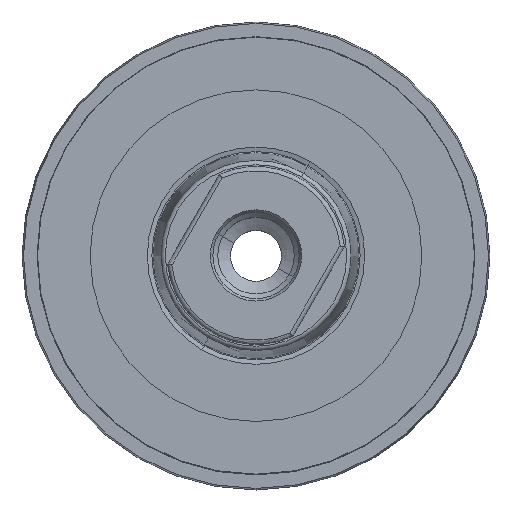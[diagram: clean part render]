
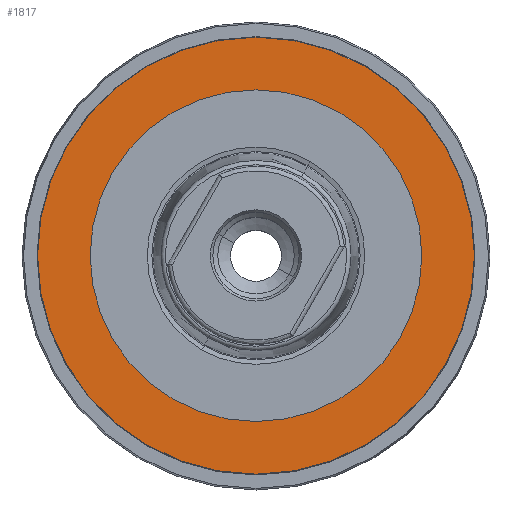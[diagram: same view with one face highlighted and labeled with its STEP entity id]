
A CAD part, top view. The second image highlights one B-rep face of the part: STEP entity #1817.
In plain terms, the highlighted planar face has unit normal (0, 0, 1).
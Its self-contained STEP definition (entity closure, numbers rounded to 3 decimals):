
#659=CARTESIAN_POINT('',(0.,0.,-0.3));
#660=DIRECTION('',(0.,0.,1.));
#661=DIRECTION('',(0.,1.,0.));
#662=AXIS2_PLACEMENT_3D('',#659,#660,#661);
#667=CARTESIAN_POINT('',(0.,0.,-0.3));
#668=DIRECTION('',(0.,0.,-1.));
#669=DIRECTION('',(0.,1.,0.));
#670=AXIS2_PLACEMENT_3D('',#667,#668,#669);
#675=CARTESIAN_POINT('',(0.,0.,-0.3));
#676=DIRECTION('',(0.,0.,-1.));
#677=DIRECTION('',(0.,1.,0.));
#678=AXIS2_PLACEMENT_3D('',#675,#676,#677);
#993=CARTESIAN_POINT('',(0.,0.,-0.3));
#994=DIRECTION('',(0.,0.,1.));
#995=DIRECTION('',(0.,1.,0.));
#996=AXIS2_PLACEMENT_3D('',#993,#994,#995);
#1201=CARTESIAN_POINT('',(0.,19.5,-0.3));
#1202=CARTESIAN_POINT('',(0.,-19.5,-0.3));
#1203=VERTEX_POINT('',#1201);
#1204=VERTEX_POINT('',#1202);
#1205=CARTESIAN_POINT('',(0.,25.692,-0.3));
#1206=CARTESIAN_POINT('',(0.,-25.692,-0.3));
#1207=VERTEX_POINT('',#1205);
#1208=VERTEX_POINT('',#1206);
#1802=CARTESIAN_POINT('',(0.,0.,-0.3));
#1803=DIRECTION('',(0.,0.,-1.));
#1804=DIRECTION('',(0.,-1.,0.));
#1805=AXIS2_PLACEMENT_3D('',#1802,#1803,#1804);
#1806=PLANE('',#1805);
#1808=ORIENTED_EDGE('',*,*,#1807,.T.);
#1810=ORIENTED_EDGE('',*,*,#1809,.F.);
#1811=EDGE_LOOP('',(#1808,#1810));
#1812=FACE_OUTER_BOUND('',#1811,.F.);
#1813=ORIENTED_EDGE('',*,*,#1797,.T.);
#1814=ORIENTED_EDGE('',*,*,#1781,.F.);
#1815=EDGE_LOOP('',(#1813,#1814));
#1816=FACE_BOUND('',#1815,.F.);
#663=CIRCLE('',#662,19.5);
#671=CIRCLE('',#670,19.5);
#679=CIRCLE('',#678,25.692);
#997=CIRCLE('',#996,25.692);
#1781=EDGE_CURVE('',#1203,#1204,#671,.T.);
#1797=EDGE_CURVE('',#1203,#1204,#663,.T.);
#1807=EDGE_CURVE('',#1207,#1208,#679,.T.);
#1809=EDGE_CURVE('',#1207,#1208,#997,.T.);
#1817=ADVANCED_FACE('',(#1812,#1816),#1806,.F.);
